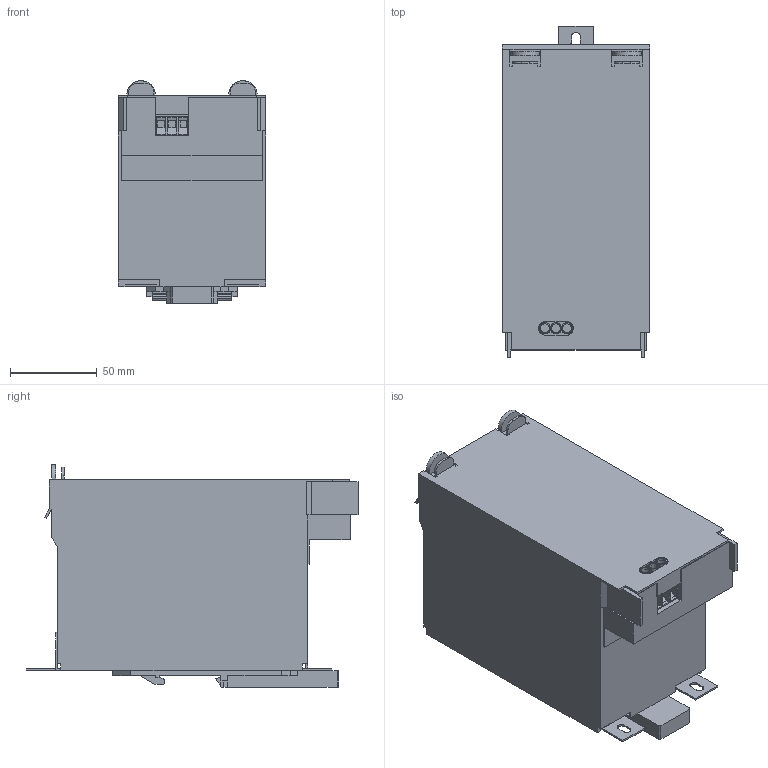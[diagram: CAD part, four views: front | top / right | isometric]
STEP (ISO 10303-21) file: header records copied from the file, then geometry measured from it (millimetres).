
FILE_DESCRIPTION(/* description */ (''),/* implementation_level */ '2;1');
FILE_NAME(/* name */ ' 2320306 ',/* time_stamp */ '2023-04-18T15:32:59+02:00',/* author */ (''),/* organization */ (''),/* preprocessor_version */ 'ST-DEVELOPER v16.5',/* originating_system */ '',/* authorisation */ '');
FILE_SCHEMA (('CONFIG_CONTROL_DESIGN'));
Length unit declared in the file: millimetre
Products named in the file (1): Document
Bounding box: 85 x 191 x 127.99 mm (x, y, z)
Volume: 1453363.7 mm3; surface area: 93589.7 mm2
Topology: 1 solids, 1 shells, 280 faces, 806 edges, 530 vertices
Faces by surface type: bspline 280
Entity records: 17749 total; most frequent: CARTESIAN_POINT 7282, B_SPLINE_CURVE_WITH_KNOTS 2278, ORIENTED_EDGE 1612, PCURVE 1612, DEFINITIONAL_REPRESENTATION 1612, SURFACE_CURVE 806, EDGE_CURVE 806, VERTEX_POINT 530
